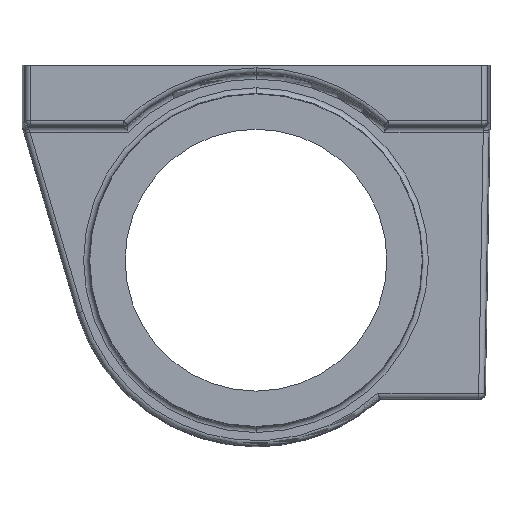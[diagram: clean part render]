
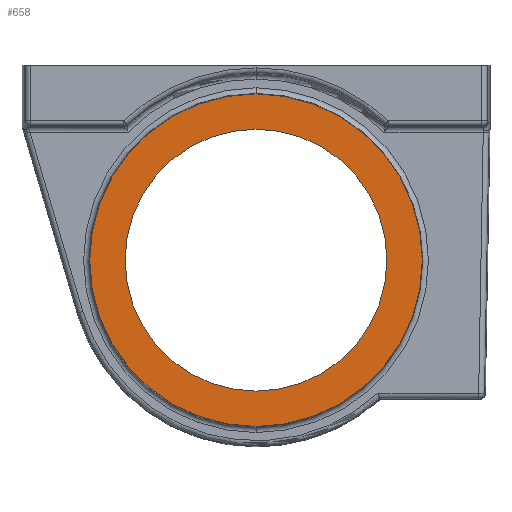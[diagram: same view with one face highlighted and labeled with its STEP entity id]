
A CAD part, front view. The second image highlights one B-rep face of the part: STEP entity #658.
In plain terms, the highlighted planar face has unit normal (0, -1, 0).
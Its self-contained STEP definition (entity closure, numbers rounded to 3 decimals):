
#48 = CIRCLE ( 'NONE', #3495, 29.843 ) ;
#70 = VERTEX_POINT ( 'NONE', #625 ) ;
#95 = DIRECTION ( 'NONE',  ( 0., 0., -1. ) ) ;
#336 = CIRCLE ( 'NONE', #396, 23.5 ) ;
#396 = AXIS2_PLACEMENT_3D ( 'NONE', #2853, #3214, #1193 ) ;
#486 = DIRECTION ( 'NONE',  ( 0., 1., 0. ) ) ;
#497 = CARTESIAN_POINT ( 'NONE',  ( 0., -24., -31.5 ) ) ;
#612 = DIRECTION ( 'NONE',  ( 0., 1., 0. ) ) ;
#625 = CARTESIAN_POINT ( 'NONE',  ( 0., -24., -61.343 ) ) ;
#658 = ADVANCED_FACE ( 'NONE', ( #959, #2644 ), #3231, .T. ) ;
#661 = DIRECTION ( 'NONE',  ( 0., -1., 0. ) ) ;
#753 = VERTEX_POINT ( 'NONE', #883 ) ;
#883 = CARTESIAN_POINT ( 'NONE',  ( 0., -24., -55. ) ) ;
#959 = FACE_OUTER_BOUND ( 'NONE', #2690, .T. ) ;
#1006 = EDGE_CURVE ( 'NONE', #70, #2427, #3074, .T. ) ;
#1036 = ORIENTED_EDGE ( 'NONE', *, *, #1006, .F. ) ;
#1049 = AXIS2_PLACEMENT_3D ( 'NONE', #2609, #661, #3154 ) ;
#1067 = ORIENTED_EDGE ( 'NONE', *, *, #1281, .F. ) ;
#1182 = CARTESIAN_POINT ( 'NONE',  ( 0., -24., -1.657 ) ) ;
#1193 = DIRECTION ( 'NONE',  ( 0., 0., -1. ) ) ;
#1281 = EDGE_CURVE ( 'NONE', #2427, #70, #48, .T. ) ;
#1552 = ORIENTED_EDGE ( 'NONE', *, *, #3678, .T. ) ;
#1767 = CARTESIAN_POINT ( 'NONE',  ( 0., -24., -8. ) ) ;
#1791 = VERTEX_POINT ( 'NONE', #1767 ) ;
#1922 = EDGE_LOOP ( 'NONE', ( #1552, #3348 ) ) ;
#2068 = AXIS2_PLACEMENT_3D ( 'NONE', #2528, #486, #2256 ) ;
#2256 = DIRECTION ( 'NONE',  ( 0., 0., -1. ) ) ;
#2342 = CARTESIAN_POINT ( 'NONE',  ( 0., -24., -31.5 ) ) ;
#2427 = VERTEX_POINT ( 'NONE', #1182 ) ;
#2448 = EDGE_CURVE ( 'NONE', #1791, #753, #3677, .T. ) ;
#2528 = CARTESIAN_POINT ( 'NONE',  ( 0., -24., -31.5 ) ) ;
#2609 = CARTESIAN_POINT ( 'NONE',  ( 0., -24., -31.5 ) ) ;
#2644 = FACE_BOUND ( 'NONE', #1922, .T. ) ;
#2664 = AXIS2_PLACEMENT_3D ( 'NONE', #2342, #612, #95 ) ;
#2690 = EDGE_LOOP ( 'NONE', ( #1067, #1036 ) ) ;
#2853 = CARTESIAN_POINT ( 'NONE',  ( 0., -24., -31.5 ) ) ;
#3074 = CIRCLE ( 'NONE', #2068, 29.843 ) ;
#3154 = DIRECTION ( 'NONE',  ( 0., 0., -1. ) ) ;
#3214 = DIRECTION ( 'NONE',  ( 0., 1., 0. ) ) ;
#3231 = PLANE ( 'NONE',  #1049 ) ;
#3348 = ORIENTED_EDGE ( 'NONE', *, *, #2448, .T. ) ;
#3383 = DIRECTION ( 'NONE',  ( 0., 0., -1. ) ) ;
#3495 = AXIS2_PLACEMENT_3D ( 'NONE', #497, #3662, #3383 ) ;
#3662 = DIRECTION ( 'NONE',  ( 0., 1., 0. ) ) ;
#3677 = CIRCLE ( 'NONE', #2664, 23.5 ) ;
#3678 = EDGE_CURVE ( 'NONE', #753, #1791, #336, .T. ) ;
